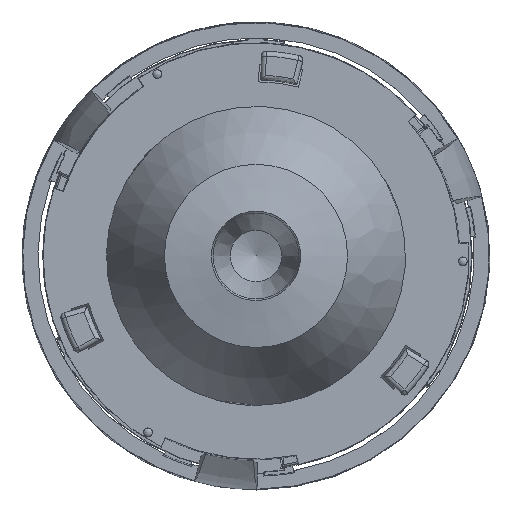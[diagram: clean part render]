
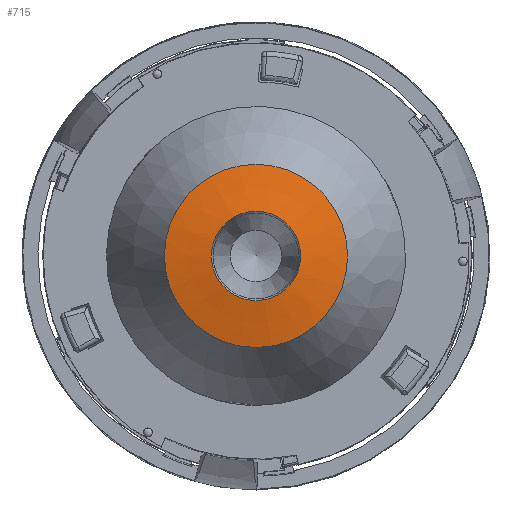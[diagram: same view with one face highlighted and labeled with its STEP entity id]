
A CAD part, front view. The second image highlights one B-rep face of the part: STEP entity #715.
In plain terms, the highlighted conical face has half-angle 78.554 degrees and reference radius 4.782 mm.
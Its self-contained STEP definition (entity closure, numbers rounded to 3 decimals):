
#715=ADVANCED_FACE('',(#1715,#1716),#1717,.T.);
#1715=FACE_OUTER_BOUND('',#6810,.T.);
#1716=FACE_BOUND('',#6811,.T.);
#1717=CONICAL_SURFACE('',#6812,4.782,1.371);
#6810=EDGE_LOOP('',(#8958));
#6811=EDGE_LOOP('',(#8959));
#6812=AXIS2_PLACEMENT_3D('',#8960,#8961,#8962);
#8958=ORIENTED_EDGE('',*,*,#13043,.T.);
#8959=ORIENTED_EDGE('',*,*,#12797,.F.);
#8960=CARTESIAN_POINT('',(0.0,1.025,0.));
#8961=DIRECTION('',(-0.0,1.0,0.));
#8962=DIRECTION('',(1.0,0.0,0.0));
#12797=EDGE_CURVE('',#14441,#14441,#14442,.T.);
#13043=EDGE_CURVE('',#14782,#14782,#14783,.T.);
#14441=VERTEX_POINT('',#17005);
#14442=CIRCLE('',#17006,4.746);
#14782=VERTEX_POINT('',#17697);
#14783=CIRCLE('',#17698,9.739);
#17005=CARTESIAN_POINT('',(4.746,1.018,0.));
#17006=AXIS2_PLACEMENT_3D('',#21392,#21393,#21394);
#17697=CARTESIAN_POINT('',(-9.739,2.029,0.));
#17698=AXIS2_PLACEMENT_3D('',#21642,#21643,#21644);
#21392=CARTESIAN_POINT('',(0.,1.018,0.));
#21393=DIRECTION('',(0.,-1.0,0.));
#21394=DIRECTION('',(1.0,0.,0.0));
#21642=CARTESIAN_POINT('',(0.,2.029,0.));
#21643=DIRECTION('',(0.,-1.0,0.));
#21644=DIRECTION('',(1.0,0.,0.0));
